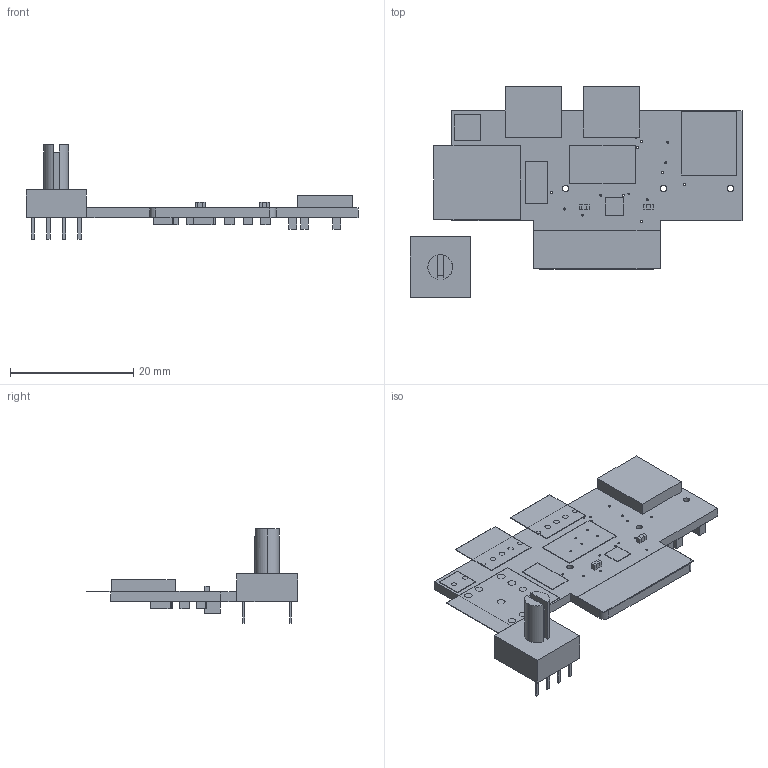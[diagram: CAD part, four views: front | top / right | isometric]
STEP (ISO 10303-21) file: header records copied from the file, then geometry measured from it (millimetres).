
FILE_DESCRIPTION(/* description */ (''),/* implementation_level */ '2;1');
FILE_NAME(/* name */ 'openSX70-dongle_v3-6 v2.step',/* time_stamp */ '2018-10-09T15:02:11+02:00',/* author */ ('Joaquin De Prada'),/* organization */ (''),/* preprocessor_version */ 'ST-DEVELOPER v17.2',/* originating_system */ 'Autodesk Translation Framework v7.6.0.251',/* authorisation */ '');
FILE_SCHEMA (('AUTOMOTIVE_DESIGN { 1 0 10303 214 3 1 1 }'));
Length unit declared in the file: millimetre
Products named in the file (16): openSX70-dongle_v3-6; PCB Component; Board; DS2408; AUDIO_JACK_3.5MM_PTH; LED3MM; TLP127; FLASH-EDGE-CONNECTOR; NCP4688; 1.0uF; SW5-2.0-8.8X4.4X4.7MM-90D; 220R; SW-C16; SMD1,27-2,54; A6R_161RS; A6R_161RS_1
Assembly tree (27 placements, depth 3):
  openSX70-dongle_v3-6
    PCB Component
      Board
      DS2408
      AUDIO_JACK_3.5MM_PTH
      LED3MM
      TLP127
      FLASH-EDGE-CONNECTOR
      NCP4688
      1.0uF  x2
      SW5-2.0-8.8X4.4X4.7MM-90D  x2
      220R  x9
      SW-C16
      SMD1,27-2,54  x3
    A6R_161RS
      A6R_161RS_1
Bounding box: 53.88 x 34.31 x 15.3 mm (x, y, z)
Volume: 1849.5 mm3; surface area: 4542.9 mm2
Topology: 24 solids, 64 shells, 256 faces, 692 edges, 524 vertices
Faces by surface type: plane 201, cylinder 55
Full cylindrical faces by diameter (mm): 0.305 x12, 0.35 x8, 0.762 x4, 0.813 x7, 0.889 x6, 1 x3, 1.2 x5, 1.3 x5
Entity records: 6922 total; most frequent: CARTESIAN_POINT 1155, DIRECTION 1078, ORIENTED_EDGE 860, EDGE_CURVE 524, VERTEX_POINT 412, LINE 408, VECTOR 408, AXIS2_PLACEMENT_3D 335
